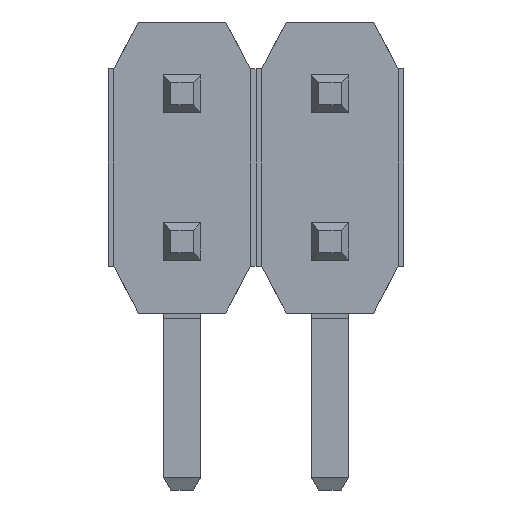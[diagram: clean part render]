
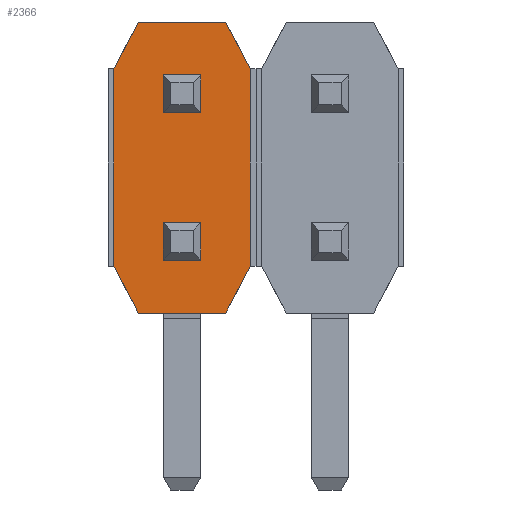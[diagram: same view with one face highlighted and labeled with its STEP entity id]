
A CAD part, front view. The second image highlights one B-rep face of the part: STEP entity #2366.
In plain terms, the highlighted planar face has unit normal (0, -1, 0).
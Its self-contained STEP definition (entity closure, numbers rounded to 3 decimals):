
#135=FACE_BOUND('',#337,.T.);
#136=FACE_BOUND('',#338,.T.);
#202=FACE_OUTER_BOUND('',#336,.T.);
#336=EDGE_LOOP('',(#1829,#1830,#1831,#1832,#1833,#1834,#1835,#1836));
#337=EDGE_LOOP('',(#1837,#1838,#1839,#1840));
#338=EDGE_LOOP('',(#1841,#1842,#1843,#1844));
#438=LINE('',#3264,#742);
#447=LINE('',#3286,#751);
#452=LINE('',#3296,#756);
#455=LINE('',#3301,#759);
#482=LINE('',#3362,#786);
#491=LINE('',#3384,#795);
#496=LINE('',#3394,#800);
#499=LINE('',#3399,#803);
#537=LINE('',#3482,#841);
#547=LINE('',#3502,#851);
#552=LINE('',#3511,#856);
#559=LINE('',#3524,#863);
#561=LINE('',#3527,#865);
#562=LINE('',#3529,#866);
#563=LINE('',#3530,#867);
#564=LINE('',#3531,#868);
#742=VECTOR('',#2639,0.64);
#751=VECTOR('',#2656,0.64);
#756=VECTOR('',#2665,0.64);
#759=VECTOR('',#2670,0.64);
#786=VECTOR('',#2735,0.64);
#795=VECTOR('',#2752,0.64);
#800=VECTOR('',#2761,0.64);
#803=VECTOR('',#2766,0.64);
#841=VECTOR('',#2848,0.904);
#851=VECTOR('',#2864,0.904);
#856=VECTOR('',#2873,0.904);
#863=VECTOR('',#2888,0.904);
#865=VECTOR('',#2892,1.5);
#866=VECTOR('',#2895,3.4);
#867=VECTOR('',#2896,3.4);
#868=VECTOR('',#2897,1.5);
#1044=VERTEX_POINT('',#3262);
#1045=VERTEX_POINT('',#3263);
#1054=VERTEX_POINT('',#3285);
#1057=VERTEX_POINT('',#3295);
#1072=VERTEX_POINT('',#3360);
#1073=VERTEX_POINT('',#3361);
#1082=VERTEX_POINT('',#3383);
#1085=VERTEX_POINT('',#3393);
#1108=VERTEX_POINT('',#3479);
#1109=VERTEX_POINT('',#3481);
#1115=VERTEX_POINT('',#3499);
#1116=VERTEX_POINT('',#3501);
#1117=VERTEX_POINT('',#3508);
#1118=VERTEX_POINT('',#3510);
#1119=VERTEX_POINT('',#3521);
#1120=VERTEX_POINT('',#3523);
#1246=EDGE_CURVE('',#1044,#1045,#438,.T.);
#1257=EDGE_CURVE('',#1045,#1054,#447,.T.);
#1262=EDGE_CURVE('',#1057,#1044,#452,.T.);
#1265=EDGE_CURVE('',#1054,#1057,#455,.T.);
#1294=EDGE_CURVE('',#1072,#1073,#482,.T.);
#1305=EDGE_CURVE('',#1073,#1082,#491,.T.);
#1310=EDGE_CURVE('',#1085,#1072,#496,.T.);
#1313=EDGE_CURVE('',#1082,#1085,#499,.T.);
#1353=EDGE_CURVE('',#1109,#1108,#537,.T.);
#1363=EDGE_CURVE('',#1116,#1115,#547,.T.);
#1368=EDGE_CURVE('',#1118,#1117,#552,.T.);
#1375=EDGE_CURVE('',#1120,#1119,#559,.T.);
#1377=EDGE_CURVE('',#1108,#1120,#561,.T.);
#1378=EDGE_CURVE('',#1109,#1115,#562,.T.);
#1379=EDGE_CURVE('',#1118,#1119,#563,.T.);
#1380=EDGE_CURVE('',#1117,#1116,#564,.T.);
#1829=ORIENTED_EDGE('',*,*,#1378,.F.);
#1830=ORIENTED_EDGE('',*,*,#1353,.T.);
#1831=ORIENTED_EDGE('',*,*,#1377,.T.);
#1832=ORIENTED_EDGE('',*,*,#1375,.T.);
#1833=ORIENTED_EDGE('',*,*,#1379,.F.);
#1834=ORIENTED_EDGE('',*,*,#1368,.T.);
#1835=ORIENTED_EDGE('',*,*,#1380,.T.);
#1836=ORIENTED_EDGE('',*,*,#1363,.T.);
#1837=ORIENTED_EDGE('',*,*,#1294,.T.);
#1838=ORIENTED_EDGE('',*,*,#1305,.T.);
#1839=ORIENTED_EDGE('',*,*,#1313,.T.);
#1840=ORIENTED_EDGE('',*,*,#1310,.T.);
#1841=ORIENTED_EDGE('',*,*,#1246,.T.);
#1842=ORIENTED_EDGE('',*,*,#1257,.T.);
#1843=ORIENTED_EDGE('',*,*,#1265,.T.);
#1844=ORIENTED_EDGE('',*,*,#1262,.T.);
#2238=PLANE('',#2522);
#2366=ADVANCED_FACE('',(#202,#135,#136),#2238,.T.);
#2522=AXIS2_PLACEMENT_3D('',#3528,#2893,#2894);
#2639=DIRECTION('',(0.,0.,-1.));
#2656=DIRECTION('',(-1.,0.,0.));
#2665=DIRECTION('',(1.,0.,0.));
#2670=DIRECTION('',(0.,0.,1.));
#2735=DIRECTION('',(0.,0.,-1.));
#2752=DIRECTION('',(-1.,0.,0.));
#2761=DIRECTION('',(1.,0.,0.));
#2766=DIRECTION('',(0.,0.,1.));
#2848=DIRECTION('',(-0.465,0.,0.885));
#2864=DIRECTION('',(0.465,0.,0.885));
#2873=DIRECTION('',(0.465,0.,-0.885));
#2888=DIRECTION('',(-0.465,0.,-0.885));
#2892=DIRECTION('',(-1.,0.,0.));
#2893=DIRECTION('center_axis',(0.,-1.,0.));
#2894=DIRECTION('ref_axis',(-1.,0.,0.));
#2895=DIRECTION('',(0.,0.,-1.));
#2896=DIRECTION('',(0.,0.,1.));
#2897=DIRECTION('',(1.,0.,0.));
#3262=CARTESIAN_POINT('',(0.32,-2.54,-0.95));
#3263=CARTESIAN_POINT('',(0.32,-2.54,-1.59));
#3264=CARTESIAN_POINT('',(0.32,-2.54,-0.95));
#3285=CARTESIAN_POINT('',(-0.32,-2.54,-1.59));
#3286=CARTESIAN_POINT('',(0.32,-2.54,-1.59));
#3295=CARTESIAN_POINT('',(-0.32,-2.54,-0.95));
#3296=CARTESIAN_POINT('',(-0.32,-2.54,-0.95));
#3301=CARTESIAN_POINT('',(-0.32,-2.54,-1.59));
#3360=CARTESIAN_POINT('',(0.32,-2.54,1.59));
#3361=CARTESIAN_POINT('',(0.32,-2.54,0.95));
#3362=CARTESIAN_POINT('',(0.32,-2.54,1.59));
#3383=CARTESIAN_POINT('',(-0.32,-2.54,0.95));
#3384=CARTESIAN_POINT('',(0.32,-2.54,0.95));
#3393=CARTESIAN_POINT('',(-0.32,-2.54,1.59));
#3394=CARTESIAN_POINT('',(-0.32,-2.54,1.59));
#3399=CARTESIAN_POINT('',(-0.32,-2.54,0.95));
#3479=CARTESIAN_POINT('',(0.75,-2.54,2.5));
#3481=CARTESIAN_POINT('',(1.17,-2.54,1.7));
#3482=CARTESIAN_POINT('',(1.17,-2.54,1.7));
#3499=CARTESIAN_POINT('',(1.17,-2.54,-1.7));
#3501=CARTESIAN_POINT('',(0.75,-2.54,-2.5));
#3502=CARTESIAN_POINT('',(0.75,-2.54,-2.5));
#3508=CARTESIAN_POINT('',(-0.75,-2.54,-2.5));
#3510=CARTESIAN_POINT('',(-1.17,-2.54,-1.7));
#3511=CARTESIAN_POINT('',(-1.17,-2.54,-1.7));
#3521=CARTESIAN_POINT('',(-1.17,-2.54,1.7));
#3523=CARTESIAN_POINT('',(-0.75,-2.54,2.5));
#3524=CARTESIAN_POINT('',(-0.75,-2.54,2.5));
#3527=CARTESIAN_POINT('',(0.75,-2.54,2.5));
#3528=CARTESIAN_POINT('Origin',(0.,-2.54,0.));
#3529=CARTESIAN_POINT('',(1.17,-2.54,1.7));
#3530=CARTESIAN_POINT('',(-1.17,-2.54,-1.7));
#3531=CARTESIAN_POINT('',(-0.75,-2.54,-2.5));
